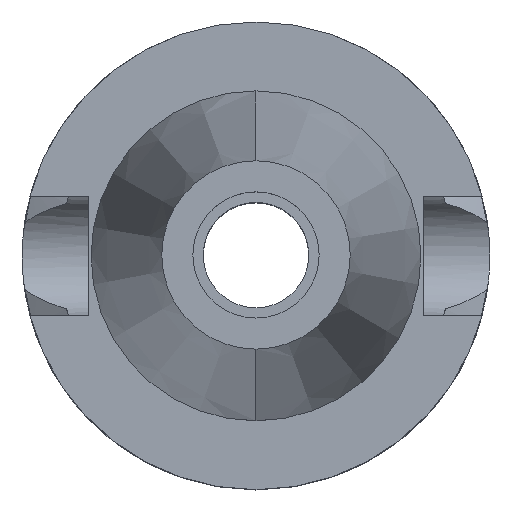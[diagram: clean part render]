
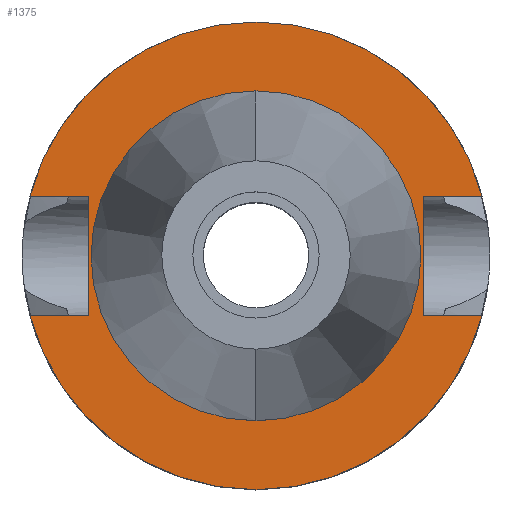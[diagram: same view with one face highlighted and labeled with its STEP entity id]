
A CAD part, top view. The second image highlights one B-rep face of the part: STEP entity #1375.
In plain terms, the highlighted planar face has unit normal (0, 0, 1).
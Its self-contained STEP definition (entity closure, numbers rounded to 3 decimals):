
#94=DIRECTION('',(0.,1.,0.));
#95=VECTOR('',#94,16.1);
#96=CARTESIAN_POINT('',(-22.5,-8.05,-1.));
#97=LINE('',#96,#95);
#101=DIRECTION('',(-1.,0.,0.));
#102=VECTOR('',#101,7.954);
#103=CARTESIAN_POINT('',(-22.5,8.05,-1.));
#104=LINE('',#103,#102);
#108=CARTESIAN_POINT('',(0.,0.,-1.));
#109=DIRECTION('',(0.,0.,-1.));
#110=DIRECTION('',(-0.967,0.256,0.));
#111=AXIS2_PLACEMENT_3D('',#108,#109,#110);
#116=CARTESIAN_POINT('',(0.,0.,-1.));
#117=DIRECTION('',(0.,0.,-1.));
#118=DIRECTION('',(0.,1.,0.));
#119=AXIS2_PLACEMENT_3D('',#116,#117,#118);
#124=DIRECTION('',(0.,-1.,0.));
#125=VECTOR('',#124,16.1);
#126=CARTESIAN_POINT('',(22.5,8.05,-1.));
#127=LINE('',#126,#125);
#131=DIRECTION('',(1.,0.,0.));
#132=VECTOR('',#131,7.954);
#133=CARTESIAN_POINT('',(22.5,-8.05,-1.));
#134=LINE('',#133,#132);
#138=CARTESIAN_POINT('',(0.,0.,-1.));
#139=DIRECTION('',(0.,0.,-1.));
#140=DIRECTION('',(0.967,-0.256,0.));
#141=AXIS2_PLACEMENT_3D('',#138,#139,#140);
#146=CARTESIAN_POINT('',(0.,0.,-1.));
#147=DIRECTION('',(0.,0.,-1.));
#148=DIRECTION('',(0.,-1.,0.));
#149=AXIS2_PLACEMENT_3D('',#146,#147,#148);
#154=CARTESIAN_POINT('',(0.,0.,-1.));
#155=DIRECTION('',(0.,0.,1.));
#156=DIRECTION('',(0.,-1.,0.));
#157=AXIS2_PLACEMENT_3D('',#154,#155,#156);
#162=CARTESIAN_POINT('',(0.,0.,-1.));
#163=DIRECTION('',(0.,0.,1.));
#164=DIRECTION('',(0.,1.,0.));
#165=AXIS2_PLACEMENT_3D('',#162,#163,#164);
#200=DIRECTION('',(-1.,0.,0.));
#201=VECTOR('',#200,7.954);
#202=CARTESIAN_POINT('',(-22.5,-8.05,-1.));
#203=LINE('',#202,#201);
#337=DIRECTION('',(1.,0.,0.));
#338=VECTOR('',#337,7.954);
#339=CARTESIAN_POINT('',(22.5,8.05,-1.));
#340=LINE('',#339,#338);
#1232=CARTESIAN_POINT('',(-22.5,-8.05,-1.));
#1233=VERTEX_POINT('',#1232);
#1234=CARTESIAN_POINT('',(-30.454,-8.05,-1.));
#1235=VERTEX_POINT('',#1234);
#1238=CARTESIAN_POINT('',(-22.5,8.05,-1.));
#1239=VERTEX_POINT('',#1238);
#1240=CARTESIAN_POINT('',(-30.454,8.05,-1.));
#1241=VERTEX_POINT('',#1240);
#1242=CARTESIAN_POINT('',(0.,31.5,-1.));
#1243=CARTESIAN_POINT('',(30.454,8.05,-1.));
#1244=VERTEX_POINT('',#1242);
#1245=VERTEX_POINT('',#1243);
#1246=CARTESIAN_POINT('',(22.5,8.05,-1.));
#1247=VERTEX_POINT('',#1246);
#1248=CARTESIAN_POINT('',(22.5,-8.05,-1.));
#1249=VERTEX_POINT('',#1248);
#1250=CARTESIAN_POINT('',(30.454,-8.05,-1.));
#1251=VERTEX_POINT('',#1250);
#1252=CARTESIAN_POINT('',(0.,-31.5,-1.));
#1253=VERTEX_POINT('',#1252);
#1254=CARTESIAN_POINT('',(0.,-22.225,-1.));
#1255=CARTESIAN_POINT('',(0.,22.225,-1.));
#1256=VERTEX_POINT('',#1254);
#1257=VERTEX_POINT('',#1255);
#1344=CARTESIAN_POINT('',(0.,0.,-1.));
#1345=DIRECTION('',(0.,0.,-1.));
#1346=DIRECTION('',(0.,-1.,0.));
#1347=AXIS2_PLACEMENT_3D('',#1344,#1345,#1346);
#1348=PLANE('',#1347);
#1350=ORIENTED_EDGE('',*,*,#1349,.T.);
#1352=ORIENTED_EDGE('',*,*,#1351,.T.);
#1354=ORIENTED_EDGE('',*,*,#1353,.T.);
#1356=ORIENTED_EDGE('',*,*,#1355,.T.);
#1358=ORIENTED_EDGE('',*,*,#1357,.F.);
#1360=ORIENTED_EDGE('',*,*,#1359,.T.);
#1362=ORIENTED_EDGE('',*,*,#1361,.T.);
#1364=ORIENTED_EDGE('',*,*,#1363,.T.);
#1366=ORIENTED_EDGE('',*,*,#1365,.T.);
#1368=ORIENTED_EDGE('',*,*,#1367,.F.);
#1369=EDGE_LOOP('',(#1350,#1352,#1354,#1356,#1358,#1360,#1362,#1364,#1366,
#1368));
#1370=FACE_OUTER_BOUND('',#1369,.F.);
#1371=ORIENTED_EDGE('',*,*,#1323,.T.);
#1372=ORIENTED_EDGE('',*,*,#1339,.T.);
#1373=EDGE_LOOP('',(#1371,#1372));
#1374=FACE_BOUND('',#1373,.F.);
#112=CIRCLE('',#111,31.5);
#120=CIRCLE('',#119,31.5);
#142=CIRCLE('',#141,31.5);
#150=CIRCLE('',#149,31.5);
#158=CIRCLE('',#157,22.225);
#166=CIRCLE('',#165,22.225);
#1323=EDGE_CURVE('',#1256,#1257,#158,.T.);
#1339=EDGE_CURVE('',#1257,#1256,#166,.T.);
#1349=EDGE_CURVE('',#1233,#1239,#97,.T.);
#1351=EDGE_CURVE('',#1239,#1241,#104,.T.);
#1353=EDGE_CURVE('',#1241,#1244,#112,.T.);
#1355=EDGE_CURVE('',#1244,#1245,#120,.T.);
#1357=EDGE_CURVE('',#1247,#1245,#340,.T.);
#1359=EDGE_CURVE('',#1247,#1249,#127,.T.);
#1361=EDGE_CURVE('',#1249,#1251,#134,.T.);
#1363=EDGE_CURVE('',#1251,#1253,#142,.T.);
#1365=EDGE_CURVE('',#1253,#1235,#150,.T.);
#1367=EDGE_CURVE('',#1233,#1235,#203,.T.);
#1375=ADVANCED_FACE('',(#1370,#1374),#1348,.F.);
